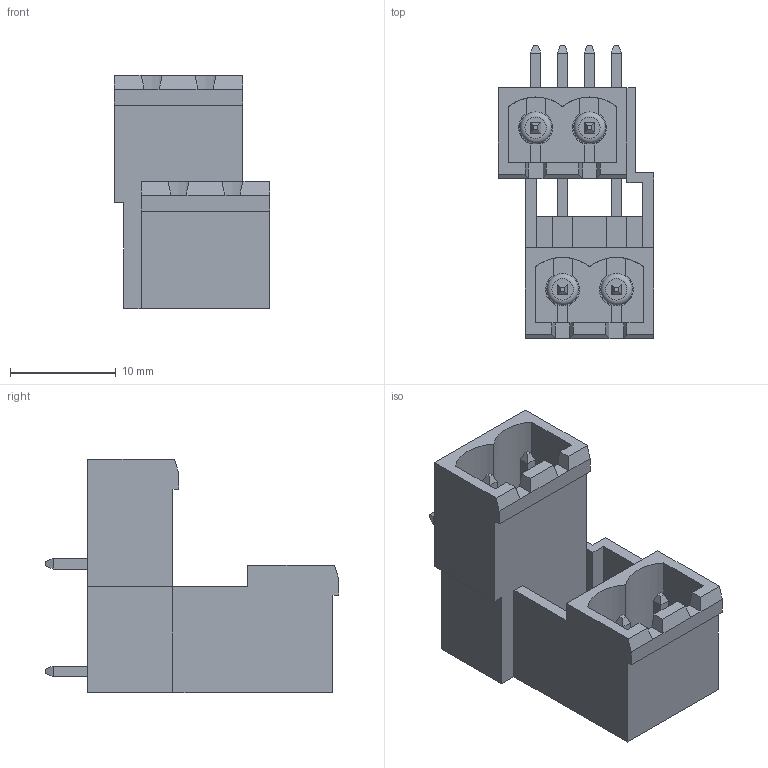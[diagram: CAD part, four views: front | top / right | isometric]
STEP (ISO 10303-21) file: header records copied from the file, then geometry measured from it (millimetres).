
FILE_DESCRIPTION( ( 'Unknown' ), '1' );
FILE_NAME( '691319510004.stp', 'Unknown', ( 'Unknown' ), ( 'Unknown' ), 'PSStep 15.0.49', 'Unknown', ' ' );
FILE_SCHEMA( ( 'AUTOMOTIVE_DESIGN { 1 0 10303 214 1 1 1 1 }' ) );
Length unit declared in the file: millimetre
Products named in the file (4): Assem1; 691336500004; 6913195100xx_PIN Courte; 6913195100xx_PIN Longue
Assembly tree (5 placements, depth 2):
  Assem1
    691336500004
    6913195100xx_PIN Courte  x2
    6913195100xx_PIN Longue  x2
Bounding box: 14.7 x 27.7 x 22 mm (x, y, z)
Volume: 2090.1 mm3; surface area: 4100.8 mm2
Topology: 5 solids, 5 shells, 246 faces, 679 edges, 439 vertices
Faces by surface type: plane 222, cylinder 20, torus 4
Full cylindrical faces by diameter (mm): 2.997 x2, 3 x2
Entity records: 8511 total; most frequent: CARTESIAN_POINT 1202, ORIENTED_EDGE 1186, DIRECTION 1077, EDGE_CURVE 593, LINE 545, VECTOR 545, VERTEX_POINT 391, AXIS2_PLACEMENT_3D 266
